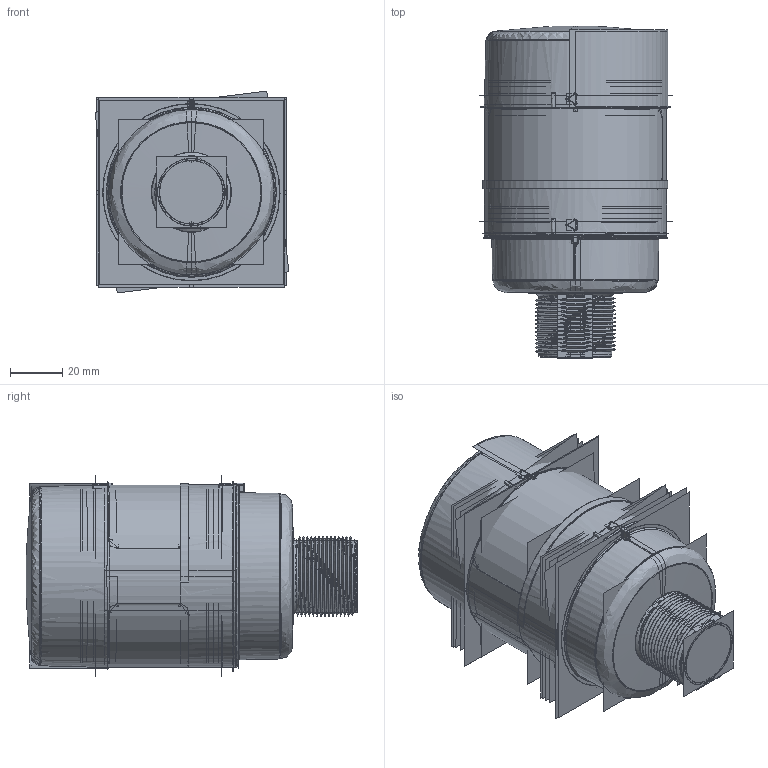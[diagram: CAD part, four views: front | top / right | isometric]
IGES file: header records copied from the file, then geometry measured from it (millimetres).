
Start section:  PTC IGES file: 199806.igs
Global section: file name: 199806.igs; native system: Creo Parametric by PTC Inc.; preprocessor: 2016260; author: pdmadmin; organization: Unknown; date: 20170314.072622; units: millimetre
Bounding box: 74.34 x 127.23 x 77.36 mm (x, y, z)
Volume: 120499.6 mm3; surface area: 651622.6 mm2
Topology: 3 solids, 5 shells, 1990 faces, 9876 edges, 12381 vertices
Faces by surface type: revolution 1046, bspline 944
